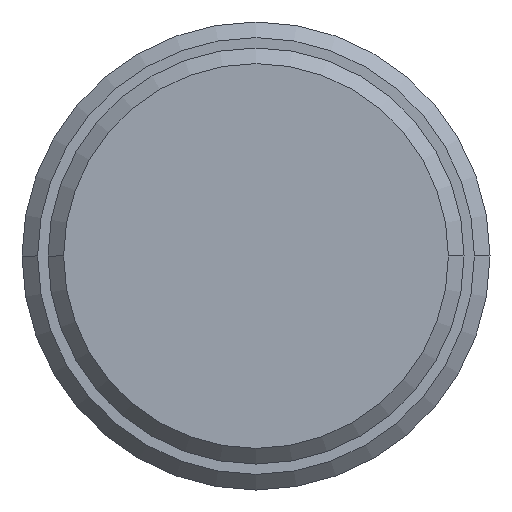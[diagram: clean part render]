
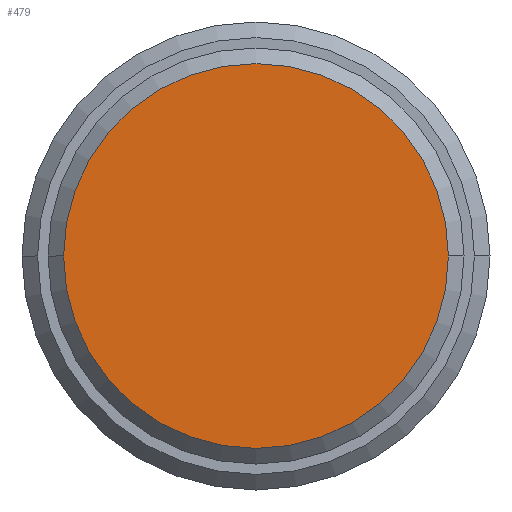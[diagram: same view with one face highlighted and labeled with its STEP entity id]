
A CAD part, front view. The second image highlights one B-rep face of the part: STEP entity #479.
In plain terms, the highlighted planar face has unit normal (0, -1, 0).
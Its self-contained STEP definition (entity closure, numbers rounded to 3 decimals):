
#165=CARTESIAN_POINT('',(3.7,0.0,0.));
#166=VERTEX_POINT('',#165);
#173=CARTESIAN_POINT('',(-3.7,0.0,0.));
#174=VERTEX_POINT('',#173);
#175=CARTESIAN_POINT('',(0.0,0.0,0.0));
#176=DIRECTION('',(0.0,1.0,0.0));
#177=DIRECTION('',(1.0,0.0,0.0));
#178=AXIS2_PLACEMENT_3D('',#175,#176,#177);
#179=CIRCLE('',#178,3.7);
#180=EDGE_CURVE('',#166,#174,#179,.T.);
#448=CARTESIAN_POINT('',(0.0,0.0,0.0));
#449=DIRECTION('',(0.0,1.0,0.0));
#450=DIRECTION('',(1.0,0.0,0.0));
#451=AXIS2_PLACEMENT_3D('',#448,#449,#450);
#452=CIRCLE('',#451,3.7);
#453=EDGE_CURVE('',#174,#166,#452,.T.);
#470=CARTESIAN_POINT('',(-2.0,0.0,0.0));
#471=DIRECTION('',(0.0,-1.0,0.0));
#472=DIRECTION('',(0.0,0.0,-1.0));
#473=AXIS2_PLACEMENT_3D('',#470,#471,#472);
#474=PLANE('',#473);
#475=ORIENTED_EDGE('',*,*,#453,.F.);
#476=ORIENTED_EDGE('',*,*,#180,.F.);
#477=EDGE_LOOP('',(#475,#476));
#478=FACE_OUTER_BOUND('',#477,.T.);
#479=ADVANCED_FACE('',(#478),#474,.T.);
